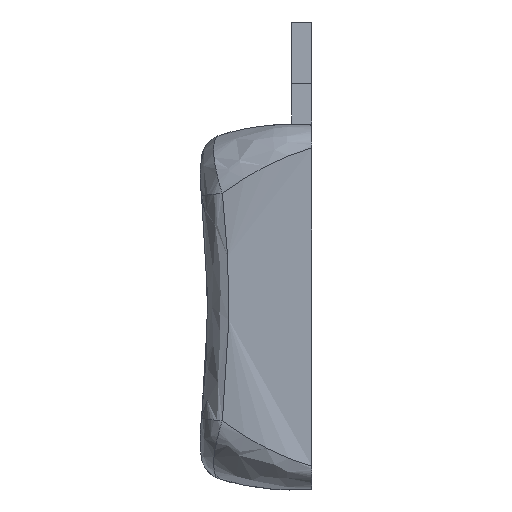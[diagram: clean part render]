
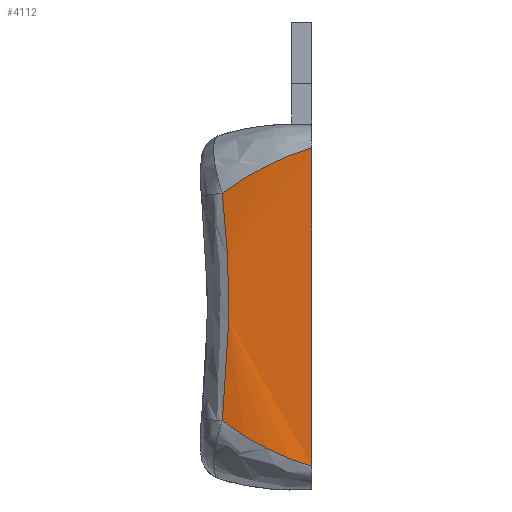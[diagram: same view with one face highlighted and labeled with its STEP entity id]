
A CAD part, left-side view. The second image highlights one B-rep face of the part: STEP entity #4112.
In plain terms, the highlighted free-form (B-spline) face has degree [2, 1] with [3, 2] control points.
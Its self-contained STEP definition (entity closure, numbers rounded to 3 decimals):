
#15=(
BOUNDED_SURFACE()
B_SPLINE_SURFACE(2,1,((#7273,#7274),(#7275,#7276),(#7277,#7278)),
 .UNSPECIFIED.,.F.,.F.,.F.)
B_SPLINE_SURFACE_WITH_KNOTS((3,3),(2,2),(-0.164,0.048),
(0.,1.87),.UNSPECIFIED.)
GEOMETRIC_REPRESENTATION_ITEM()
RATIONAL_B_SPLINE_SURFACE(((1.,1.),(0.994,0.994),
(1.,1.)))
REPRESENTATION_ITEM('')
SURFACE()
);
#267=FACE_OUTER_BOUND('',#518,.T.);
#518=EDGE_LOOP('',(#2990,#2991,#2992,#2993,#2994,#2995));
#865=B_SPLINE_CURVE_WITH_KNOTS('',3,(#7199,#7200,#7201,#7202,#7203,#7204),
 .UNSPECIFIED.,.F.,.F.,(4,2,4),(-0.107,0.,0.256),
 .UNSPECIFIED.);
#866=B_SPLINE_CURVE_WITH_KNOTS('',3,(#7206,#7207,#7208,#7209),
 .UNSPECIFIED.,.F.,.F.,(4,4),(0.256,0.385),
 .UNSPECIFIED.);
#868=B_SPLINE_CURVE_WITH_KNOTS('',3,(#7281,#7282,#7283,#7284),
 .UNSPECIFIED.,.F.,.F.,(4,4),(0.033,0.162),
 .UNSPECIFIED.);
#869=B_SPLINE_CURVE_WITH_KNOTS('',3,(#7285,#7286,#7287,#7288,#7289,#7290,
#7291,#7292,#7293,#7294,#7295,#7296,#7297,#7298,#7299,#7300,#7301,#7302,
#7303,#7304,#7305,#7306,#7307,#7308,#7309,#7310,#7311,#7312),
 .UNSPECIFIED.,.F.,.F.,(4,3,3,3,3,3,3,3,3,4),(-1.116,-0.977,
-0.841,-0.706,-0.57,-0.428,
-0.292,-0.156,-0.02,0.),
 .UNSPECIFIED.);
#870=B_SPLINE_CURVE_WITH_KNOTS('',3,(#7315,#7316,#7317,#7318,#7319,#7320),
 .UNSPECIFIED.,.F.,.F.,(4,2,4),(0.162,0.418,0.524),
 .UNSPECIFIED.);
#1113=LINE('',#7314,#1347);
#1347=VECTOR('',#4888,10.);
#1712=VERTEX_POINT('',#7185);
#1713=VERTEX_POINT('',#7198);
#1714=VERTEX_POINT('',#7205);
#1716=VERTEX_POINT('',#7279);
#1717=VERTEX_POINT('',#7280);
#1718=VERTEX_POINT('',#7313);
#2190=EDGE_CURVE('',#1712,#1713,#865,.T.);
#2191=EDGE_CURVE('',#1713,#1714,#866,.T.);
#2194=EDGE_CURVE('',#1716,#1717,#868,.T.);
#2195=EDGE_CURVE('',#1714,#1716,#869,.T.);
#2196=EDGE_CURVE('',#1718,#1712,#1113,.F.);
#2197=EDGE_CURVE('',#1717,#1718,#870,.T.);
#2990=ORIENTED_EDGE('',*,*,#2194,.F.);
#2991=ORIENTED_EDGE('',*,*,#2195,.F.);
#2992=ORIENTED_EDGE('',*,*,#2191,.F.);
#2993=ORIENTED_EDGE('',*,*,#2190,.F.);
#2994=ORIENTED_EDGE('',*,*,#2196,.F.);
#2995=ORIENTED_EDGE('',*,*,#2197,.F.);
#4112=ADVANCED_FACE('',(#267),#15,.T.);
#4888=DIRECTION('',(0.,0.,1.));
#7185=CARTESIAN_POINT('',(-15.389,2.5,-7.79));
#7198=CARTESIAN_POINT('',(-15.232,5.8,-6.306));
#7199=CARTESIAN_POINT('Ctrl Pts',(-15.389,2.5,-7.79));
#7200=CARTESIAN_POINT('Ctrl Pts',(-15.413,2.837,-7.691));
#7201=CARTESIAN_POINT('Ctrl Pts',(-15.425,3.17,-7.578));
#7202=CARTESIAN_POINT('Ctrl Pts',(-15.425,4.291,-7.144));
#7203=CARTESIAN_POINT('Ctrl Pts',(-15.355,5.065,-6.758));
#7204=CARTESIAN_POINT('Ctrl Pts',(-15.233,5.8,-6.306));
#7205=CARTESIAN_POINT('',(-15.009,6.882,-5.571));
#7206=CARTESIAN_POINT('Ctrl Pts',(-15.233,5.8,-6.305));
#7207=CARTESIAN_POINT('Ctrl Pts',(-15.171,6.171,-6.077));
#7208=CARTESIAN_POINT('Ctrl Pts',(-15.095,6.533,-5.832));
#7209=CARTESIAN_POINT('Ctrl Pts',(-15.009,6.882,-5.571));
#7273=CARTESIAN_POINT('Ctrl Pts',(-15.009,6.882,-7.79));
#7274=CARTESIAN_POINT('Ctrl Pts',(-15.009,6.882,10.906));
#7275=CARTESIAN_POINT('Ctrl Pts',(-15.548,4.704,-7.79));
#7276=CARTESIAN_POINT('Ctrl Pts',(-15.548,4.704,10.906));
#7277=CARTESIAN_POINT('Ctrl Pts',(-15.389,2.5,-7.79));
#7278=CARTESIAN_POINT('Ctrl Pts',(-15.389,2.5,10.906));
#7279=CARTESIAN_POINT('',(-15.009,6.882,5.571));
#7280=CARTESIAN_POINT('',(-15.232,5.8,6.305));
#7281=CARTESIAN_POINT('Ctrl Pts',(-15.009,6.882,5.571));
#7282=CARTESIAN_POINT('Ctrl Pts',(-15.095,6.533,5.831));
#7283=CARTESIAN_POINT('Ctrl Pts',(-15.171,6.171,6.077));
#7284=CARTESIAN_POINT('Ctrl Pts',(-15.233,5.8,6.305));
#7285=CARTESIAN_POINT('Ctrl Pts',(-15.009,6.882,-5.571));
#7286=CARTESIAN_POINT('Ctrl Pts',(-15.022,6.829,-5.108));
#7287=CARTESIAN_POINT('Ctrl Pts',(-15.033,6.782,-4.645));
#7288=CARTESIAN_POINT('Ctrl Pts',(-15.043,6.742,-4.182));
#7289=CARTESIAN_POINT('Ctrl Pts',(-15.052,6.703,-3.731));
#7290=CARTESIAN_POINT('Ctrl Pts',(-15.059,6.671,-3.28));
#7291=CARTESIAN_POINT('Ctrl Pts',(-15.065,6.644,-2.828));
#7292=CARTESIAN_POINT('Ctrl Pts',(-15.071,6.618,-2.377));
#7293=CARTESIAN_POINT('Ctrl Pts',(-15.076,6.598,-1.926));
#7294=CARTESIAN_POINT('Ctrl Pts',(-15.079,6.585,-1.474));
#7295=CARTESIAN_POINT('Ctrl Pts',(-15.082,6.571,-1.023));
#7296=CARTESIAN_POINT('Ctrl Pts',(-15.084,6.563,-0.571));
#7297=CARTESIAN_POINT('Ctrl Pts',(-15.084,6.562,-0.12));
#7298=CARTESIAN_POINT('Ctrl Pts',(-15.084,6.561,0.356));
#7299=CARTESIAN_POINT('Ctrl Pts',(-15.083,6.567,0.831));
#7300=CARTESIAN_POINT('Ctrl Pts',(-15.08,6.58,1.306));
#7301=CARTESIAN_POINT('Ctrl Pts',(-15.077,6.592,1.757));
#7302=CARTESIAN_POINT('Ctrl Pts',(-15.073,6.61,2.209));
#7303=CARTESIAN_POINT('Ctrl Pts',(-15.068,6.635,2.66));
#7304=CARTESIAN_POINT('Ctrl Pts',(-15.062,6.66,3.112));
#7305=CARTESIAN_POINT('Ctrl Pts',(-15.055,6.691,3.564));
#7306=CARTESIAN_POINT('Ctrl Pts',(-15.046,6.728,4.015));
#7307=CARTESIAN_POINT('Ctrl Pts',(-15.037,6.765,4.466));
#7308=CARTESIAN_POINT('Ctrl Pts',(-15.027,6.809,4.918));
#7309=CARTESIAN_POINT('Ctrl Pts',(-15.014,6.859,5.368));
#7310=CARTESIAN_POINT('Ctrl Pts',(-15.012,6.867,5.436));
#7311=CARTESIAN_POINT('Ctrl Pts',(-15.011,6.874,5.503));
#7312=CARTESIAN_POINT('Ctrl Pts',(-15.009,6.882,5.571));
#7313=CARTESIAN_POINT('',(-15.389,2.5,7.79));
#7314=CARTESIAN_POINT('',(-15.389,2.5,0.));
#7315=CARTESIAN_POINT('Ctrl Pts',(-15.233,5.8,6.306));
#7316=CARTESIAN_POINT('Ctrl Pts',(-15.355,5.065,6.758));
#7317=CARTESIAN_POINT('Ctrl Pts',(-15.425,4.291,7.144));
#7318=CARTESIAN_POINT('Ctrl Pts',(-15.425,3.17,7.578));
#7319=CARTESIAN_POINT('Ctrl Pts',(-15.413,2.837,7.691));
#7320=CARTESIAN_POINT('Ctrl Pts',(-15.389,2.5,7.79));
